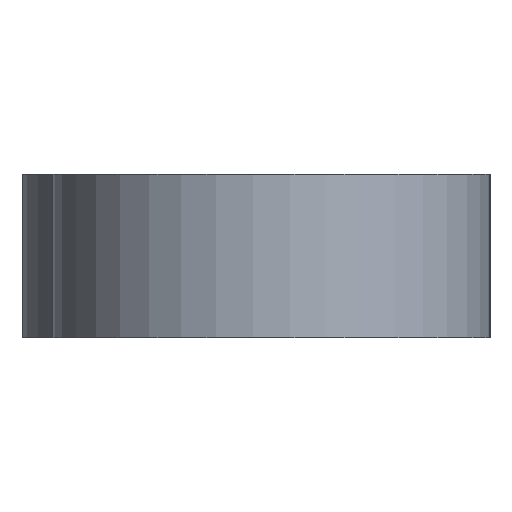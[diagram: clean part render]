
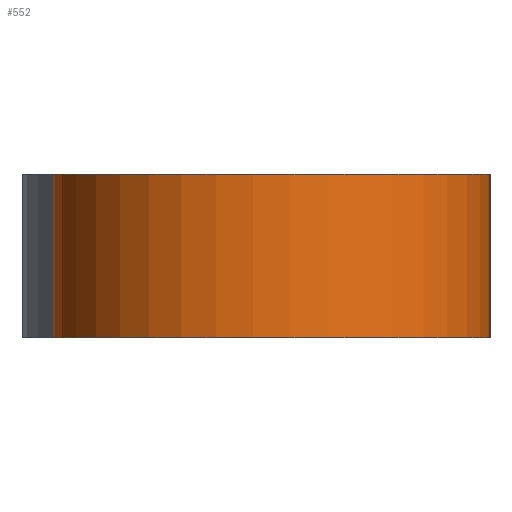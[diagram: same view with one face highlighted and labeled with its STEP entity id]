
A CAD part, front view. The second image highlights one B-rep face of the part: STEP entity #552.
In plain terms, the highlighted cylindrical face has radius 4 mm (diameter 8 mm), a partial arc.
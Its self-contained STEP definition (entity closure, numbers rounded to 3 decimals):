
#31=CIRCLE('',#605,4.);
#32=CIRCLE('',#606,4.);
#46=CYLINDRICAL_SURFACE('',#604,4.);
#70=FACE_OUTER_BOUND('',#98,.T.);
#98=EDGE_LOOP('',(#435,#436,#437,#438));
#159=LINE('',#898,#217);
#162=LINE('',#904,#220);
#217=VECTOR('',#727,10.);
#220=VECTOR('',#732,10.);
#271=VERTEX_POINT('',#895);
#272=VERTEX_POINT('',#897);
#273=VERTEX_POINT('',#901);
#274=VERTEX_POINT('',#903);
#337=EDGE_CURVE('',#271,#272,#159,.T.);
#340=EDGE_CURVE('',#274,#273,#162,.T.);
#342=EDGE_CURVE('',#274,#271,#31,.T.);
#343=EDGE_CURVE('',#273,#272,#32,.T.);
#435=ORIENTED_EDGE('',*,*,#342,.F.);
#436=ORIENTED_EDGE('',*,*,#340,.T.);
#437=ORIENTED_EDGE('',*,*,#343,.T.);
#438=ORIENTED_EDGE('',*,*,#337,.F.);
#552=ADVANCED_FACE('',(#70),#46,.T.);
#604=AXIS2_PLACEMENT_3D('',#906,#734,#735);
#605=AXIS2_PLACEMENT_3D('',#907,#736,#737);
#606=AXIS2_PLACEMENT_3D('',#908,#738,#739);
#727=DIRECTION('',(0.,0.,1.));
#732=DIRECTION('',(0.,0.,1.));
#734=DIRECTION('center_axis',(0.,0.,
-1.));
#735=DIRECTION('ref_axis',(0.,-1.,0.));
#736=DIRECTION('center_axis',(0.,0.,
-1.));
#737=DIRECTION('ref_axis',(-1.,0.,0.));
#738=DIRECTION('center_axis',(0.,0.,
-1.));
#739=DIRECTION('ref_axis',(-1.,0.,0.));
#895=CARTESIAN_POINT('',(12.,-47.408,28.));
#897=CARTESIAN_POINT('',(12.,-47.408,31.));
#898=CARTESIAN_POINT('',(12.,-47.408,28.));
#901=CARTESIAN_POINT('',(18.,-47.408,31.));
#903=CARTESIAN_POINT('',(18.,-47.408,28.));
#904=CARTESIAN_POINT('',(18.,-47.408,28.));
#906=CARTESIAN_POINT('Origin',(15.,-50.054,28.));
#907=CARTESIAN_POINT('Origin',(15.,-50.054,28.));
#908=CARTESIAN_POINT('Origin',(15.,-50.054,31.));
